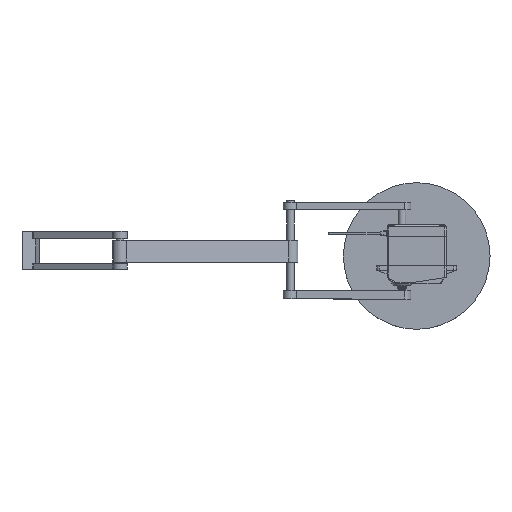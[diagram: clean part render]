
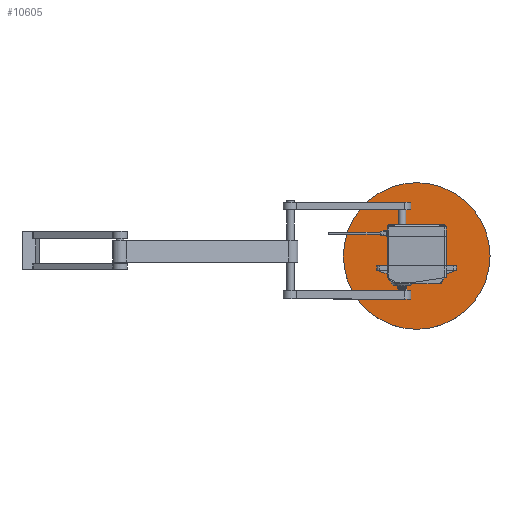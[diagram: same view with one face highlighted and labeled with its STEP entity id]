
A CAD part, top view. The second image highlights one B-rep face of the part: STEP entity #10605.
In plain terms, the highlighted planar face has unit normal (0, 0, 1).
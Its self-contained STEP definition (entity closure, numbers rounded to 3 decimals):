
#775=PLANE('',#11915);
#1657=FACE_OUTER_BOUND('',#2302,.T.);
#2302=EDGE_LOOP('',(#9933));
#4178=CIRCLE('',#11914,50.);
#5190=VERTEX_POINT('',#22804);
#6771=EDGE_CURVE('',#5190,#5190,#4178,.T.);
#9933=ORIENTED_EDGE('',*,*,#6771,.T.);
#10605=ADVANCED_FACE('',(#1657),#775,.T.);
#11914=AXIS2_PLACEMENT_3D('',#22806,#15056,#15057);
#11915=AXIS2_PLACEMENT_3D('',#22807,#15058,#15059);
#15056=DIRECTION('center_axis',(0.,0.,1.));
#15057=DIRECTION('ref_axis',(1.,0.,0.));
#15058=DIRECTION('center_axis',(0.,0.,1.));
#15059=DIRECTION('ref_axis',(1.,0.,0.));
#22804=CARTESIAN_POINT('',(-50.,0.,0.));
#22806=CARTESIAN_POINT('Origin',(0.,0.,0.));
#22807=CARTESIAN_POINT('Origin',(0.,0.,0.));
